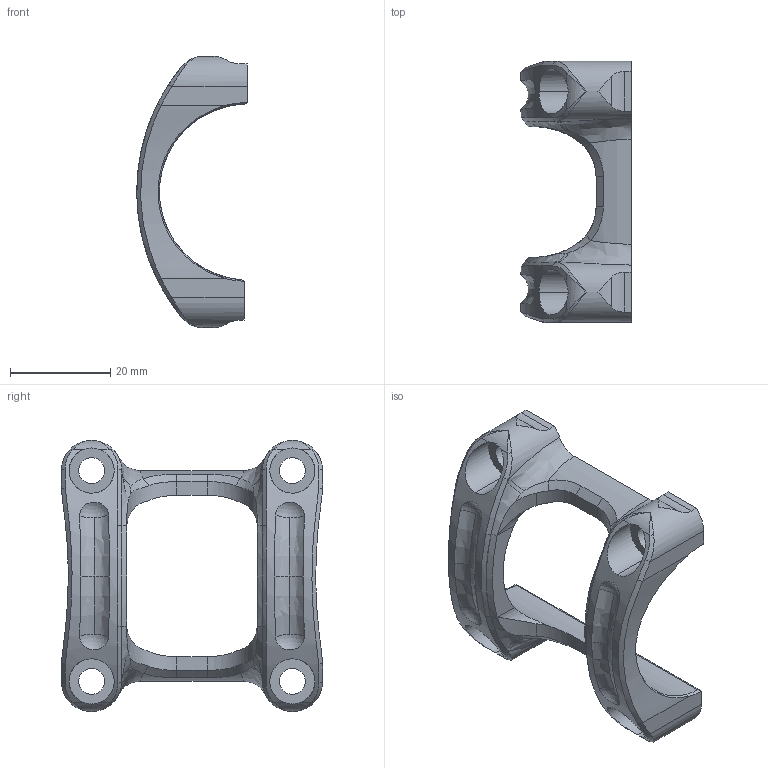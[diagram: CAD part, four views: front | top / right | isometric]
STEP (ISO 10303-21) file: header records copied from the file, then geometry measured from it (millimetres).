
FILE_DESCRIPTION (( 'STEP AP214' ), '1' );
FILE_NAME ('Potence 2021 partie cintre NO 21.STEP', '2021-11-28T20:57:32', ( '' ), ( '' ), 'SwSTEP 2.0', 'SolidWorks 2010', '' );
FILE_SCHEMA (( 'AUTOMOTIVE_DESIGN' ));
Length unit declared in the file: millimetre
Products named in the file (1): Potence 2021 partie cintre NO 21
Bounding box: 22 x 52 x 54 mm (x, y, z)
Volume: 10901.3 mm3; surface area: 7511.2 mm2
Topology: 1 solids, 1 shells, 153 faces, 403 edges, 245 vertices
Faces by surface type: cylinder 51, bspline 50, plane 26, cone 12, torus 10, sphere 4
Entity records: 9698 total; most frequent: CARTESIAN_POINT 6399, ORIENTED_EDGE 790, DIRECTION 513, EDGE_CURVE 395, VERTEX_POINT 245, AXIS2_PLACEMENT_3D 212, B_SPLINE_CURVE_WITH_KNOTS 198, EDGE_LOOP 164
